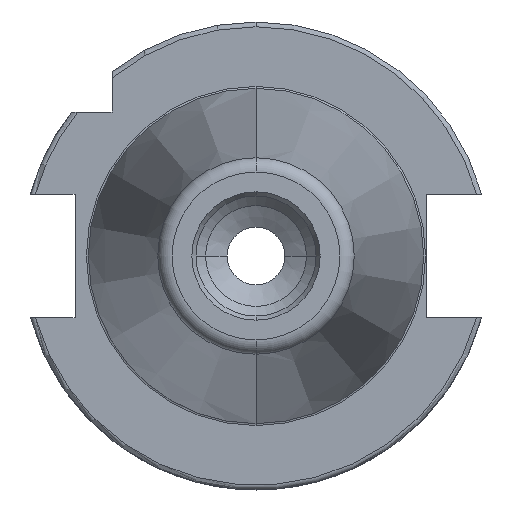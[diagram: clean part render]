
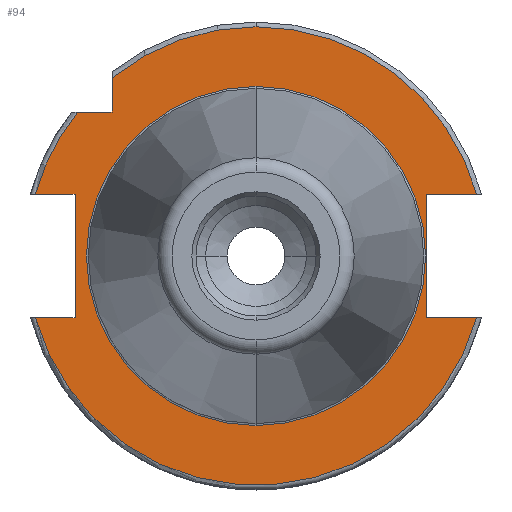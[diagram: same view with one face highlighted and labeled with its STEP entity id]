
A CAD part, left-side view. The second image highlights one B-rep face of the part: STEP entity #94.
In plain terms, the highlighted planar face has unit normal (-1, 0, 0).
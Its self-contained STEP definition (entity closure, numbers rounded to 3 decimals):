
#10 = ORIENTED_EDGE ( 'NONE', *, *, #21, .T. ) ;
#19 = CARTESIAN_POINT ( 'NONE',  ( 3.2, 0., -35.325 ) ) ;
#20 = VERTEX_POINT ( 'NONE', #1273 ) ;
#21 = EDGE_CURVE ( 'NONE', #748, #2755, #132, .T. ) ;
#60 = LINE ( 'NONE', #2353, #2534 ) ;
#65 = DIRECTION ( 'NONE',  ( 0., 0., 1. ) ) ;
#69 = VERTEX_POINT ( 'NONE', #564 ) ;
#73 = CARTESIAN_POINT ( 'NONE',  ( 3.2, -35.5, -12.85 ) ) ;
#94 = ADVANCED_FACE ( 'NONE', ( #405, #2050 ), #1822, .F. ) ;
#132 = CIRCLE ( 'NONE', #773, 47.75 ) ;
#140 = VECTOR ( 'NONE', #2710, 1000. ) ;
#150 = VERTEX_POINT ( 'NONE', #2832 ) ;
#155 = DIRECTION ( 'NONE',  ( -1., 0., 0. ) ) ;
#217 = VECTOR ( 'NONE', #597, 1000. ) ;
#251 = EDGE_CURVE ( 'NONE', #1388, #748, #60, .T. ) ;
#280 = VERTEX_POINT ( 'NONE', #2821 ) ;
#302 = CARTESIAN_POINT ( 'NONE',  ( 3.2, -35.5, -12.85 ) ) ;
#354 = ORIENTED_EDGE ( 'NONE', *, *, #1234, .T. ) ;
#387 = DIRECTION ( 'NONE',  ( 0., 0., 1. ) ) ;
#390 = DIRECTION ( 'NONE',  ( -1., 0., 0. ) ) ;
#397 = DIRECTION ( 'NONE',  ( 0., -1., 0. ) ) ;
#405 = FACE_BOUND ( 'NONE', #2237, .T. ) ;
#411 = DIRECTION ( 'NONE',  ( -1., 0., 0. ) ) ;
#422 = VERTEX_POINT ( 'NONE', #2480 ) ;
#425 = VERTEX_POINT ( 'NONE', #430 ) ;
#430 = CARTESIAN_POINT ( 'NONE',  ( 3.2, 30., 30. ) ) ;
#455 = ORIENTED_EDGE ( 'NONE', *, *, #1764, .F. ) ;
#469 = EDGE_CURVE ( 'NONE', #3215, #1007, #1946, .T. ) ;
#564 = CARTESIAN_POINT ( 'NONE',  ( 3.2, 37.7, 12.85 ) ) ;
#597 = DIRECTION ( 'NONE',  ( 0., 0., 1. ) ) ;
#620 = ORIENTED_EDGE ( 'NONE', *, *, #2436, .F. ) ;
#675 = LINE ( 'NONE', #3201, #1008 ) ;
#688 = CARTESIAN_POINT ( 'NONE',  ( 3.2, 0., 0. ) ) ;
#748 = VERTEX_POINT ( 'NONE', #2002 ) ;
#764 = AXIS2_PLACEMENT_3D ( 'NONE', #1620, #411, #953 ) ;
#773 = AXIS2_PLACEMENT_3D ( 'NONE', #688, #2717, #65 ) ;
#841 = DIRECTION ( 'NONE',  ( 1., 0., 0. ) ) ;
#862 = ORIENTED_EDGE ( 'NONE', *, *, #1421, .F. ) ;
#893 = VERTEX_POINT ( 'NONE', #1746 ) ;
#906 = EDGE_CURVE ( 'NONE', #1108, #2900, #1984, .T. ) ;
#946 = CARTESIAN_POINT ( 'NONE',  ( 3.2, 37.7, 12.85 ) ) ;
#953 = DIRECTION ( 'NONE',  ( 0., 0., 1. ) ) ;
#980 = DIRECTION ( 'NONE',  ( 0., 0., 1. ) ) ;
#981 = EDGE_LOOP ( 'NONE', ( #2874, #3118, #2517, #2659, #354, #455, #1382, #1494, #862, #620, #1014, #10 ) ) ;
#1007 = VERTEX_POINT ( 'NONE', #1756 ) ;
#1008 = VECTOR ( 'NONE', #980, 1000. ) ;
#1014 = ORIENTED_EDGE ( 'NONE', *, *, #251, .T. ) ;
#1039 = AXIS2_PLACEMENT_3D ( 'NONE', #2596, #2340, #2079 ) ;
#1088 = CARTESIAN_POINT ( 'NONE',  ( 3.2, -45.988, -12.85 ) ) ;
#1098 = CARTESIAN_POINT ( 'NONE',  ( 3.2, 38.426, 30. ) ) ;
#1108 = VERTEX_POINT ( 'NONE', #302 ) ;
#1138 = EDGE_CURVE ( 'NONE', #20, #150, #2616, .T. ) ;
#1156 = AXIS2_PLACEMENT_3D ( 'NONE', #2926, #1536, #387 ) ;
#1167 = CIRCLE ( 'NONE', #1156, 35.325 ) ;
#1234 = EDGE_CURVE ( 'NONE', #422, #893, #1551, .T. ) ;
#1273 = CARTESIAN_POINT ( 'NONE',  ( 3.2, 37.149, 30. ) ) ;
#1356 = VECTOR ( 'NONE', #3039, 1000. ) ;
#1363 = ORIENTED_EDGE ( 'NONE', *, *, #469, .F. ) ;
#1382 = ORIENTED_EDGE ( 'NONE', *, *, #2639, .F. ) ;
#1388 = VERTEX_POINT ( 'NONE', #2157 ) ;
#1421 = EDGE_CURVE ( 'NONE', #69, #150, #2524, .T. ) ;
#1494 = ORIENTED_EDGE ( 'NONE', *, *, #1138, .T. ) ;
#1531 = CARTESIAN_POINT ( 'NONE',  ( 3.2, 30., 30. ) ) ;
#1536 = DIRECTION ( 'NONE',  ( -1., 0., 0. ) ) ;
#1551 = CIRCLE ( 'NONE', #1886, 47.75 ) ;
#1598 = DIRECTION ( 'NONE',  ( 0., -1., 0. ) ) ;
#1620 = CARTESIAN_POINT ( 'NONE',  ( 3.2, 0., 0. ) ) ;
#1635 = DIRECTION ( 'NONE',  ( 0., 0., -1. ) ) ;
#1638 = LINE ( 'NONE', #73, #2451 ) ;
#1702 = LINE ( 'NONE', #1531, #1356 ) ;
#1746 = CARTESIAN_POINT ( 'NONE',  ( 3.2, 30., 37.149 ) ) ;
#1756 = CARTESIAN_POINT ( 'NONE',  ( 3.2, 0., -35.325 ) ) ;
#1764 = EDGE_CURVE ( 'NONE', #425, #893, #1702, .T. ) ;
#1822 = PLANE ( 'NONE',  #2811 ) ;
#1872 = CARTESIAN_POINT ( 'NONE',  ( 3.2, 0., 0. ) ) ;
#1886 = AXIS2_PLACEMENT_3D ( 'NONE', #1872, #155, #2276 ) ;
#1915 = DIRECTION ( 'NONE',  ( 0., 0., 1. ) ) ;
#1929 = CARTESIAN_POINT ( 'NONE',  ( 3.2, -35.5, 12.85 ) ) ;
#1946 = CIRCLE ( 'NONE', #2001, 35.325 ) ;
#1955 = DIRECTION ( 'NONE',  ( 0., 1., 0. ) ) ;
#1984 = LINE ( 'NONE', #2072, #217 ) ;
#2001 = AXIS2_PLACEMENT_3D ( 'NONE', #3006, #390, #1915 ) ;
#2002 = CARTESIAN_POINT ( 'NONE',  ( 3.2, 45.988, -12.85 ) ) ;
#2033 = EDGE_CURVE ( 'NONE', #1108, #2755, #1638, .T. ) ;
#2050 = FACE_OUTER_BOUND ( 'NONE', #981, .T. ) ;
#2072 = CARTESIAN_POINT ( 'NONE',  ( 3.2, -35.5, -12.85 ) ) ;
#2079 = DIRECTION ( 'NONE',  ( 0., 0., 1. ) ) ;
#2099 = DIRECTION ( 'NONE',  ( 0., -1., 0. ) ) ;
#2115 = CARTESIAN_POINT ( 'NONE',  ( 3.2, -35.5, 12.85 ) ) ;
#2118 = EDGE_CURVE ( 'NONE', #2900, #280, #2375, .T. ) ;
#2157 = CARTESIAN_POINT ( 'NONE',  ( 3.2, 37.7, -12.85 ) ) ;
#2237 = EDGE_LOOP ( 'NONE', ( #1363, #2297 ) ) ;
#2276 = DIRECTION ( 'NONE',  ( 0., 0., 1. ) ) ;
#2297 = ORIENTED_EDGE ( 'NONE', *, *, #2782, .F. ) ;
#2340 = DIRECTION ( 'NONE',  ( -1., 0., 0. ) ) ;
#2353 = CARTESIAN_POINT ( 'NONE',  ( 3.2, 37.7, -12.85 ) ) ;
#2375 = LINE ( 'NONE', #2115, #2448 ) ;
#2386 = LINE ( 'NONE', #1098, #2498 ) ;
#2436 = EDGE_CURVE ( 'NONE', #1388, #69, #675, .T. ) ;
#2448 = VECTOR ( 'NONE', #397, 1000. ) ;
#2451 = VECTOR ( 'NONE', #1598, 1000. ) ;
#2480 = CARTESIAN_POINT ( 'NONE',  ( 3.2, 0., 47.75 ) ) ;
#2498 = VECTOR ( 'NONE', #2099, 1000. ) ;
#2517 = ORIENTED_EDGE ( 'NONE', *, *, #2118, .T. ) ;
#2524 = LINE ( 'NONE', #946, #140 ) ;
#2534 = VECTOR ( 'NONE', #1955, 1000. ) ;
#2585 = CIRCLE ( 'NONE', #764, 47.75 ) ;
#2596 = CARTESIAN_POINT ( 'NONE',  ( 3.2, 0., 0. ) ) ;
#2616 = CIRCLE ( 'NONE', #1039, 47.75 ) ;
#2639 = EDGE_CURVE ( 'NONE', #20, #425, #2386, .T. ) ;
#2659 = ORIENTED_EDGE ( 'NONE', *, *, #2852, .T. ) ;
#2710 = DIRECTION ( 'NONE',  ( 0., 1., 0. ) ) ;
#2717 = DIRECTION ( 'NONE',  ( -1., 0., 0. ) ) ;
#2755 = VERTEX_POINT ( 'NONE', #1088 ) ;
#2782 = EDGE_CURVE ( 'NONE', #1007, #3215, #1167, .T. ) ;
#2811 = AXIS2_PLACEMENT_3D ( 'NONE', #19, #841, #1635 ) ;
#2821 = CARTESIAN_POINT ( 'NONE',  ( 3.2, -45.988, 12.85 ) ) ;
#2832 = CARTESIAN_POINT ( 'NONE',  ( 3.2, 45.988, 12.85 ) ) ;
#2852 = EDGE_CURVE ( 'NONE', #280, #422, #2585, .T. ) ;
#2874 = ORIENTED_EDGE ( 'NONE', *, *, #2033, .F. ) ;
#2900 = VERTEX_POINT ( 'NONE', #1929 ) ;
#2926 = CARTESIAN_POINT ( 'NONE',  ( 3.2, 0., 0. ) ) ;
#3006 = CARTESIAN_POINT ( 'NONE',  ( 3.2, 0., 0. ) ) ;
#3039 = DIRECTION ( 'NONE',  ( 0., 0., 1. ) ) ;
#3118 = ORIENTED_EDGE ( 'NONE', *, *, #906, .T. ) ;
#3173 = CARTESIAN_POINT ( 'NONE',  ( 3.2, 0., 35.325 ) ) ;
#3201 = CARTESIAN_POINT ( 'NONE',  ( 3.2, 37.7, -12.85 ) ) ;
#3215 = VERTEX_POINT ( 'NONE', #3173 ) ;
